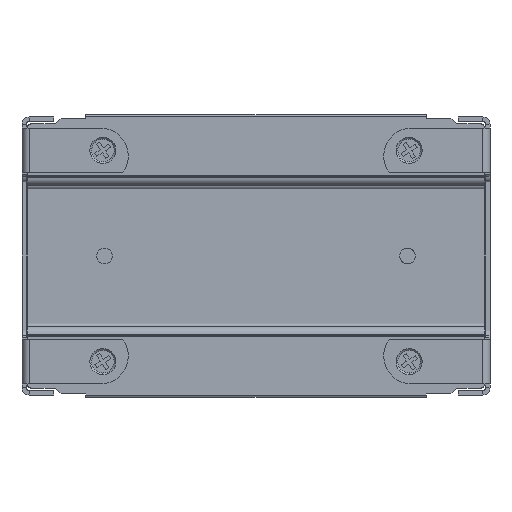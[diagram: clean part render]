
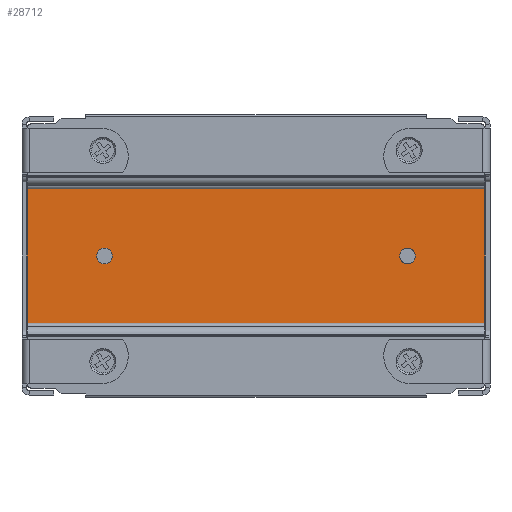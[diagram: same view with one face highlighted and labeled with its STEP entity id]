
A CAD part, front view. The second image highlights one B-rep face of the part: STEP entity #28712.
In plain terms, the highlighted planar face has unit normal (0, -1, 0).
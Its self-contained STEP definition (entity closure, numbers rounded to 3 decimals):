
#950 = LINE ( 'NONE', #5813, #961 ) ;
#961 = VECTOR ( 'NONE', #5814, 1000. ) ;
#983 = LINE ( 'NONE', #5866, #989 ) ;
#989 = VECTOR ( 'NONE', #5867, 1000. ) ;
#993 = CIRCLE ( 'NONE', #22146, 0.7 ) ;
#2736 = VERTEX_POINT ( 'NONE', #11024 ) ;
#2737 = VERTEX_POINT ( 'NONE', #11025 ) ;
#2744 = VERTEX_POINT ( 'NONE', #11032 ) ;
#2745 = VERTEX_POINT ( 'NONE', #11033 ) ;
#2988 = VERTEX_POINT ( 'NONE', #11276 ) ;
#2989 = VERTEX_POINT ( 'NONE', #11277 ) ;
#3102 = VERTEX_POINT ( 'NONE', #11390 ) ;
#3103 = VERTEX_POINT ( 'NONE', #11391 ) ;
#5813 = CARTESIAN_POINT ( 'NONE',  ( -70.25, 5.2, 6.65 ) ) ;
#5814 = DIRECTION ( 'NONE',  ( -1., 0., 0. ) ) ;
#5860 = CARTESIAN_POINT ( 'NONE',  ( -36.6, 5.2, 0. ) ) ;
#5866 = CARTESIAN_POINT ( 'NONE',  ( -29.75, 5.2, -6.65 ) ) ;
#5867 = DIRECTION ( 'NONE',  ( 1., 0., 0. ) ) ;
#5870 = DIRECTION ( 'NONE',  ( 0., 1., 0. ) ) ;
#5871 = DIRECTION ( 'NONE',  ( 0., 0., 1. ) ) ;
#6065 = ORIENTED_EDGE ( 'NONE', *, *, #30115, .T. ) ;
#6066 = ORIENTED_EDGE ( 'NONE', *, *, #9001, .T. ) ;
#6067 = ORIENTED_EDGE ( 'NONE', *, *, #6666, .T. ) ;
#6068 = ORIENTED_EDGE ( 'NONE', *, *, #9009, .T. ) ;
#6069 = ORIENTED_EDGE ( 'NONE', *, *, #19489, .T. ) ;
#6070 = ORIENTED_EDGE ( 'NONE', *, *, #30095, .T. ) ;
#6071 = ORIENTED_EDGE ( 'NONE', *, *, #19607, .T. ) ;
#6072 = ORIENTED_EDGE ( 'NONE', *, *, #30114, .T. ) ;
#6666 = EDGE_CURVE ( 'NONE', #2745, #2744, #10016, .T. ) ;
#9001 = EDGE_CURVE ( 'NONE', #2736, #2737, #15776, .T. ) ;
#9009 = EDGE_CURVE ( 'NONE', #2744, #2745, #15787, .T. ) ;
#9152 = AXIS2_PLACEMENT_3D ( 'NONE', #12005, #12007, #12010 ) ;
#9230 = AXIS2_PLACEMENT_3D ( 'NONE', #17220, #17223, #17224 ) ;
#9231 = AXIS2_PLACEMENT_3D ( 'NONE', #17238, #17257, #17258 ) ;
#10016 = CIRCLE ( 'NONE', #9152, 0.7 ) ;
#11024 = CARTESIAN_POINT ( 'NONE',  ( -36.6, 5.2, -0.7 ) ) ;
#11025 = CARTESIAN_POINT ( 'NONE',  ( -36.6, 5.2, 0.7 ) ) ;
#11032 = CARTESIAN_POINT ( 'NONE',  ( -63.4, 5.2, -0.7 ) ) ;
#11033 = CARTESIAN_POINT ( 'NONE',  ( -63.4, 5.2, 0.7 ) ) ;
#11276 = CARTESIAN_POINT ( 'NONE',  ( -29.75, 5.2, 6.65 ) ) ;
#11277 = CARTESIAN_POINT ( 'NONE',  ( -29.75, 5.2, -6.65 ) ) ;
#11390 = CARTESIAN_POINT ( 'NONE',  ( -70.25, 5.2, -6.65 ) ) ;
#11391 = CARTESIAN_POINT ( 'NONE',  ( -70.25, 5.2, 6.65 ) ) ;
#12005 = CARTESIAN_POINT ( 'NONE',  ( -63.4, 5.2, 0. ) ) ;
#12007 = DIRECTION ( 'NONE',  ( 0., 1., 0. ) ) ;
#12010 = DIRECTION ( 'NONE',  ( 0., 0., 1. ) ) ;
#15776 = CIRCLE ( 'NONE', #9230, 0.7 ) ;
#15787 = CIRCLE ( 'NONE', #9231, 0.7 ) ;
#17220 = CARTESIAN_POINT ( 'NONE',  ( -36.6, 5.2, 0. ) ) ;
#17223 = DIRECTION ( 'NONE',  ( 0., 1., 0. ) ) ;
#17224 = DIRECTION ( 'NONE',  ( 0., 0., 1. ) ) ;
#17238 = CARTESIAN_POINT ( 'NONE',  ( -63.4, 5.2, 0. ) ) ;
#17257 = DIRECTION ( 'NONE',  ( 0., 1., 0. ) ) ;
#17258 = DIRECTION ( 'NONE',  ( 0., 0., 1. ) ) ;
#19489 = EDGE_CURVE ( 'NONE', #2989, #2988, #22293, .T. ) ;
#19607 = EDGE_CURVE ( 'NONE', #3103, #3102, #22396, .T. ) ;
#21552 = CARTESIAN_POINT ( 'NONE',  ( -29.75, 5.2, -7. ) ) ;
#21553 = DIRECTION ( 'NONE',  ( 0., 0., 1. ) ) ;
#21741 = AXIS2_PLACEMENT_3D ( 'NONE', #26446, #26447, #26448 ) ;
#22146 = AXIS2_PLACEMENT_3D ( 'NONE', #5860, #5870, #5871 ) ;
#22293 = LINE ( 'NONE', #21552, #22294 ) ;
#22294 = VECTOR ( 'NONE', #21553, 1000. ) ;
#22396 = LINE ( 'NONE', #24282, #22437 ) ;
#22437 = VECTOR ( 'NONE', #24283, 1000. ) ;
#23272 = FACE_BOUND ( 'NONE', #29800, .T. ) ;
#23275 = FACE_BOUND ( 'NONE', #29809, .T. ) ;
#23277 = FACE_OUTER_BOUND ( 'NONE', #29810, .T. ) ;
#24282 = CARTESIAN_POINT ( 'NONE',  ( -70.25, 5.2, -7. ) ) ;
#24283 = DIRECTION ( 'NONE',  ( 0., 0., -1. ) ) ;
#26439 = PLANE ( 'NONE',  #21741 ) ;
#26446 = CARTESIAN_POINT ( 'NONE',  ( -66.5, 5.2, 0. ) ) ;
#26447 = DIRECTION ( 'NONE',  ( 0., 1., 0. ) ) ;
#26448 = DIRECTION ( 'NONE',  ( 0., 0., 1. ) ) ;
#28712 = ADVANCED_FACE ( 'NONE', ( #23272, #23275, #23277 ), #26439, .F. ) ;
#29800 = EDGE_LOOP ( 'NONE', ( #6065, #6066 ) ) ;
#29809 = EDGE_LOOP ( 'NONE', ( #6067, #6068 ) ) ;
#29810 = EDGE_LOOP ( 'NONE', ( #6069, #6070, #6071, #6072 ) ) ;
#30095 = EDGE_CURVE ( 'NONE', #2988, #3103, #950, .T. ) ;
#30114 = EDGE_CURVE ( 'NONE', #3102, #2989, #983, .T. ) ;
#30115 = EDGE_CURVE ( 'NONE', #2737, #2736, #993, .T. ) ;
